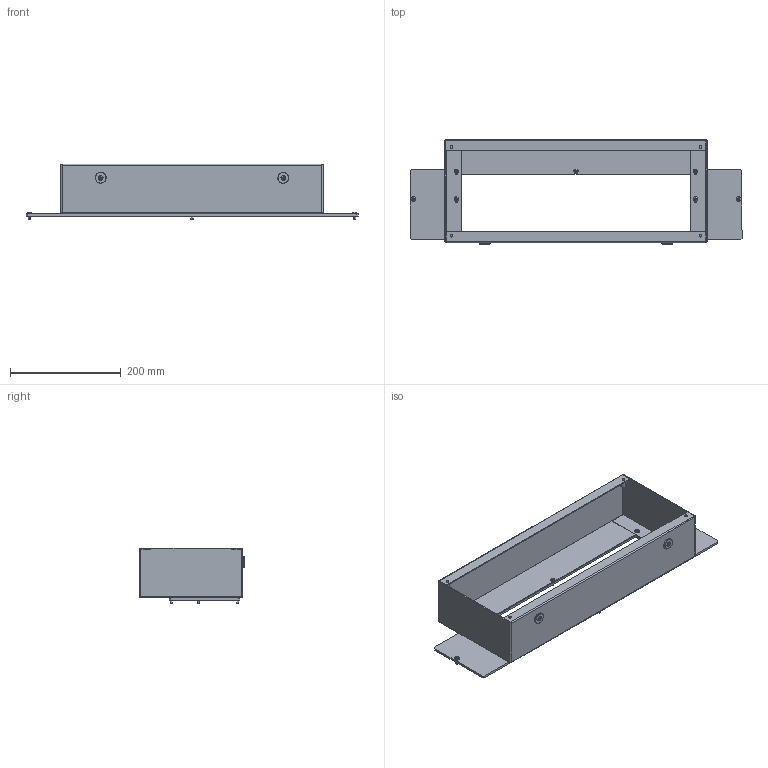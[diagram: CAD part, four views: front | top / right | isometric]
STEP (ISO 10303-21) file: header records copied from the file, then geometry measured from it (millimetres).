
FILE_DESCRIPTION (( 'STEP AP214' ), '1' );
FILE_NAME ('INGUN_112219.STEP', '2024-03-12T11:58:11', ( '' ), ( '' ), 'SwSTEP 2.0', 'SolidWorks 2021', '' );
FILE_SCHEMA (( 'AUTOMOTIVE_DESIGN' ));
Length unit declared in the file: millimetre
Products named in the file (9): DIN934~n_M04,0; DIN125~n_04,3 M04,0; INGUN_112219; ISO7380~n_M04,0x012; DIN7991~n_M04,0x010 VA; 115547~0_S; 112313~0_S; ISO7380~n_M04,0x006; 112326~3_S
Assembly tree (22 placements, depth 2):
  INGUN_112219
    112326~3_S
    115547~0_S
    112313~0_S  x2
    DIN125~n_04,3 M04,0  x4
    DIN934~n_M04,0  x2
    DIN7991~n_M04,0x010 VA  x2
    ISO7380~n_M04,0x006  x6
    ISO7380~n_M04,0x012  x4
Bounding box: 600 x 189.1 x 101.2 mm (x, y, z)
Volume: 492991.9 mm3; surface area: 443106.5 mm2
Topology: 22 solids, 22 shells, 621 faces, 1539 edges, 988 vertices
Faces by surface type: cylinder 364, plane 177, cone 60, torus 20
Entity records: 10180 total; most frequent: DIRECTION 1772, CARTESIAN_POINT 1734, ORIENTED_EDGE 1564, EDGE_CURVE 782, AXIS2_PLACEMENT_3D 680, VERTEX_POINT 498, LINE 412, VECTOR 412
